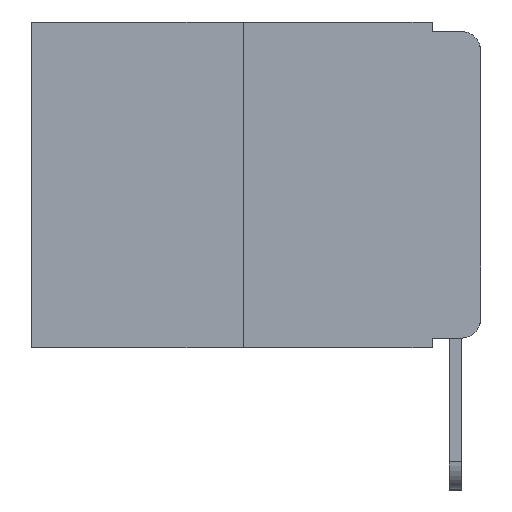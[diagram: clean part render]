
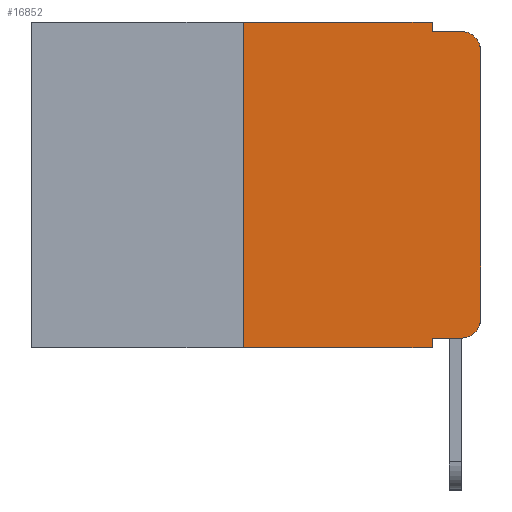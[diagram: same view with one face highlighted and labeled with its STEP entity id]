
A CAD part, left-side view. The second image highlights one B-rep face of the part: STEP entity #16852.
In plain terms, the highlighted planar face has unit normal (-1, 0, 0).
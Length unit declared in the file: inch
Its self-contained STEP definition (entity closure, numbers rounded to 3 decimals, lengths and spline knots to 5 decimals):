
#19 = ORIENTED_EDGE ( 'NONE', *, *, #8478, .T. ) ;
#269 = EDGE_CURVE ( 'NONE', #22137, #3374, #15700, .T. ) ;
#274 = FACE_OUTER_BOUND ( 'NONE', #22342, .T. ) ;
#766 = VECTOR ( 'NONE', #9754, 39.37008 ) ;
#999 = AXIS2_PLACEMENT_3D ( 'NONE', #22050, #9904, #1012 ) ;
#1012 = DIRECTION ( 'NONE',  ( 0., 0., -1. ) ) ;
#1175 = ORIENTED_EDGE ( 'NONE', *, *, #15275, .T. ) ;
#1369 = LINE ( 'NONE', #8568, #9628 ) ;
#1589 = DIRECTION ( 'NONE',  ( 0., 0., -1. ) ) ;
#1646 = DIRECTION ( 'NONE',  ( 0., -1., 0. ) ) ;
#1849 = CARTESIAN_POINT ( 'NONE',  ( 0., 0.473, 0. ) ) ;
#1930 = DIRECTION ( 'NONE',  ( 0., 0., -1. ) ) ;
#2222 = LINE ( 'NONE', #18627, #20268 ) ;
#2980 = ORIENTED_EDGE ( 'NONE', *, *, #19106, .T. ) ;
#3374 = VERTEX_POINT ( 'NONE', #16638 ) ;
#3593 = ORIENTED_EDGE ( 'NONE', *, *, #6700, .F. ) ;
#3643 = DIRECTION ( 'NONE',  ( 1., 0., 0. ) ) ;
#4505 = CARTESIAN_POINT ( 'NONE',  ( 0., 0.02, -0.333 ) ) ;
#4653 = VECTOR ( 'NONE', #19279, 39.37008 ) ;
#4945 = VERTEX_POINT ( 'NONE', #4505 ) ;
#5525 = EDGE_CURVE ( 'NONE', #16070, #21175, #1369, .T. ) ;
#5795 = CARTESIAN_POINT ( 'NONE',  ( 0., 0.02, -0.03 ) ) ;
#5926 = CARTESIAN_POINT ( 'NONE',  ( 0., 0., -0.03 ) ) ;
#6241 = CARTESIAN_POINT ( 'NONE',  ( 0., 0.02, -0.01 ) ) ;
#6407 = ORIENTED_EDGE ( 'NONE', *, *, #5525, .F. ) ;
#6514 = CIRCLE ( 'NONE', #999, 0.02 ) ;
#6700 = EDGE_CURVE ( 'NONE', #11867, #16070, #10089, .T. ) ;
#7400 = DIRECTION ( 'NONE',  ( -1., 0., 0. ) ) ;
#8475 = AXIS2_PLACEMENT_3D ( 'NONE', #1849, #3643, #1930 ) ;
#8478 = EDGE_CURVE ( 'NONE', #4945, #21438, #6514, .T. ) ;
#8568 = CARTESIAN_POINT ( 'NONE',  ( 0., 0.051, 0. ) ) ;
#9028 = ORIENTED_EDGE ( 'NONE', *, *, #269, .T. ) ;
#9312 = VECTOR ( 'NONE', #1646, 39.37008 ) ;
#9628 = VECTOR ( 'NONE', #1589, 39.37008 ) ;
#9702 = ORIENTED_EDGE ( 'NONE', *, *, #14087, .F. ) ;
#9754 = DIRECTION ( 'NONE',  ( 0., -1., 0. ) ) ;
#9798 = DIRECTION ( 'NONE',  ( 0., -1., 0. ) ) ;
#9904 = DIRECTION ( 'NONE',  ( -1., 0., 0. ) ) ;
#10089 = LINE ( 'NONE', #11566, #766 ) ;
#10460 = CARTESIAN_POINT ( 'NONE',  ( 0., 0.051, -0.01 ) ) ;
#11062 = VECTOR ( 'NONE', #11780, 39.37008 ) ;
#11443 = DIRECTION ( 'NONE',  ( 0., 0., 1. ) ) ;
#11566 = CARTESIAN_POINT ( 'NONE',  ( 0., 0.473, 0. ) ) ;
#11780 = DIRECTION ( 'NONE',  ( 0., -1., 0. ) ) ;
#11867 = VERTEX_POINT ( 'NONE', #20204 ) ;
#12020 = ORIENTED_EDGE ( 'NONE', *, *, #13532, .F. ) ;
#12351 = CARTESIAN_POINT ( 'NONE',  ( 0., 0., -0.313 ) ) ;
#12543 = LINE ( 'NONE', #13059, #20202 ) ;
#13059 = CARTESIAN_POINT ( 'NONE',  ( 0., 0., 0. ) ) ;
#13532 = EDGE_CURVE ( 'NONE', #21175, #14427, #19694, .T. ) ;
#13957 = ORIENTED_EDGE ( 'NONE', *, *, #17711, .F. ) ;
#14087 = EDGE_CURVE ( 'NONE', #14596, #3374, #16969, .T. ) ;
#14427 = VERTEX_POINT ( 'NONE', #6241 ) ;
#14596 = VERTEX_POINT ( 'NONE', #21099 ) ;
#15275 = EDGE_CURVE ( 'NONE', #16017, #14427, #18284, .T. ) ;
#15700 = LINE ( 'NONE', #20404, #11062 ) ;
#16017 = VERTEX_POINT ( 'NONE', #5926 ) ;
#16070 = VERTEX_POINT ( 'NONE', #21804 ) ;
#16138 = EDGE_CURVE ( 'NONE', #14596, #4945, #17946, .T. ) ;
#16638 = CARTESIAN_POINT ( 'NONE',  ( 0., 0.051, -0.343 ) ) ;
#16737 = CARTESIAN_POINT ( 'NONE',  ( 0., 0.051, -0.01 ) ) ;
#16852 = ADVANCED_FACE ( 'NONE', ( #274 ), #20993, .F. ) ;
#16899 = CARTESIAN_POINT ( 'NONE',  ( 0., 0.051, -0.333 ) ) ;
#16969 = LINE ( 'NONE', #17306, #4653 ) ;
#17306 = CARTESIAN_POINT ( 'NONE',  ( 0., 0.051, 0. ) ) ;
#17711 = EDGE_CURVE ( 'NONE', #22137, #11867, #2222, .T. ) ;
#17819 = CARTESIAN_POINT ( 'NONE',  ( 0., 0.25, -0.343 ) ) ;
#17946 = LINE ( 'NONE', #16899, #22053 ) ;
#18002 = DIRECTION ( 'NONE',  ( 0., 0., -1. ) ) ;
#18274 = AXIS2_PLACEMENT_3D ( 'NONE', #5795, #7400, #18002 ) ;
#18284 = CIRCLE ( 'NONE', #18274, 0.02 ) ;
#18627 = CARTESIAN_POINT ( 'NONE',  ( 0., 0.25, 0. ) ) ;
#19106 = EDGE_CURVE ( 'NONE', #21438, #16017, #12543, .T. ) ;
#19279 = DIRECTION ( 'NONE',  ( 0., 0., -1. ) ) ;
#19694 = LINE ( 'NONE', #10460, #9312 ) ;
#20175 = DIRECTION ( 'NONE',  ( 0., 0., 1. ) ) ;
#20202 = VECTOR ( 'NONE', #11443, 39.37008 ) ;
#20204 = CARTESIAN_POINT ( 'NONE',  ( 0., 0.25, 0. ) ) ;
#20268 = VECTOR ( 'NONE', #20175, 39.37008 ) ;
#20372 = ORIENTED_EDGE ( 'NONE', *, *, #16138, .T. ) ;
#20404 = CARTESIAN_POINT ( 'NONE',  ( 0., 0.473, -0.343 ) ) ;
#20993 = PLANE ( 'NONE',  #8475 ) ;
#21099 = CARTESIAN_POINT ( 'NONE',  ( 0., 0.051, -0.333 ) ) ;
#21175 = VERTEX_POINT ( 'NONE', #16737 ) ;
#21438 = VERTEX_POINT ( 'NONE', #12351 ) ;
#21804 = CARTESIAN_POINT ( 'NONE',  ( 0., 0.051, 0. ) ) ;
#22050 = CARTESIAN_POINT ( 'NONE',  ( 0., 0.02, -0.313 ) ) ;
#22053 = VECTOR ( 'NONE', #9798, 39.37008 ) ;
#22137 = VERTEX_POINT ( 'NONE', #17819 ) ;
#22342 = EDGE_LOOP ( 'NONE', ( #2980, #1175, #12020, #6407, #3593, #13957, #9028, #9702, #20372, #19 ) ) ;
